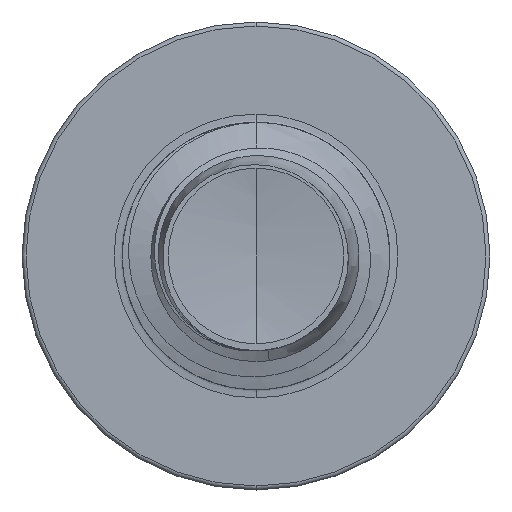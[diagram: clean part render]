
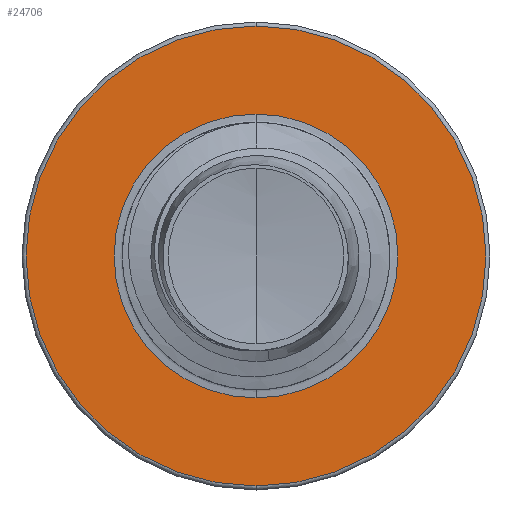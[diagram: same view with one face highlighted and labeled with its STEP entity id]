
A CAD part, front view. The second image highlights one B-rep face of the part: STEP entity #24706.
In plain terms, the highlighted planar face has unit normal (0, -1, 0).
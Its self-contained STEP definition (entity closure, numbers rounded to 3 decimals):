
#340 = DIRECTION ( 'NONE',  ( 0., 1., 0. ) ) ;
#870 = DIRECTION ( 'NONE',  ( 0., 0., 1. ) ) ;
#1697 = DIRECTION ( 'NONE',  ( 0., 1., 0. ) ) ;
#2030 = AXIS2_PLACEMENT_3D ( 'NONE', #20249, #1697, #23343 ) ;
#2070 = CIRCLE ( 'NONE', #30061, 3.186 ) ;
#5879 = CARTESIAN_POINT ( 'NONE',  ( 0., 25., -3.186 ) ) ;
#8557 = VERTEX_POINT ( 'NONE', #22186 ) ;
#9666 = EDGE_LOOP ( 'NONE', ( #31160, #16951 ) ) ;
#10452 = EDGE_CURVE ( 'NONE', #12322, #32281, #25783, .T. ) ;
#10512 = CARTESIAN_POINT ( 'NONE',  ( 0., 25., -5.16 ) ) ;
#12322 = VERTEX_POINT ( 'NONE', #10512 ) ;
#14032 = EDGE_CURVE ( 'NONE', #32281, #12322, #34374, .T. ) ;
#14192 = CARTESIAN_POINT ( 'NONE',  ( 0., 25., 0. ) ) ;
#15093 = CARTESIAN_POINT ( 'NONE',  ( 0., 25., 5.16 ) ) ;
#16951 = ORIENTED_EDGE ( 'NONE', *, *, #10452, .F. ) ;
#17319 = DIRECTION ( 'NONE',  ( 0., 0., 1. ) ) ;
#18365 = CARTESIAN_POINT ( 'NONE',  ( 0., 25., 0. ) ) ;
#18919 = PLANE ( 'NONE',  #21191 ) ;
#19212 = ORIENTED_EDGE ( 'NONE', *, *, #24157, .T. ) ;
#19451 = DIRECTION ( 'NONE',  ( 0., 1., 0. ) ) ;
#20249 = CARTESIAN_POINT ( 'NONE',  ( 0., 25., 0. ) ) ;
#21191 = AXIS2_PLACEMENT_3D ( 'NONE', #38996, #340, #21990 ) ;
#21434 = DIRECTION ( 'NONE',  ( 0., 0., 1. ) ) ;
#21904 = FACE_BOUND ( 'NONE', #22201, .T. ) ;
#21990 = DIRECTION ( 'NONE',  ( 0., 0., 1. ) ) ;
#22186 = CARTESIAN_POINT ( 'NONE',  ( 0., 25., 3.186 ) ) ;
#22201 = EDGE_LOOP ( 'NONE', ( #26061, #19212 ) ) ;
#23343 = DIRECTION ( 'NONE',  ( 0., 0., 1. ) ) ;
#24157 = EDGE_CURVE ( 'NONE', #32354, #8557, #2070, .T. ) ;
#24706 = ADVANCED_FACE ( 'NONE', ( #36567, #21904 ), #18919, .F. ) ;
#25598 = AXIS2_PLACEMENT_3D ( 'NONE', #37079, #19451, #870 ) ;
#25783 = CIRCLE ( 'NONE', #35016, 5.16 ) ;
#26061 = ORIENTED_EDGE ( 'NONE', *, *, #31445, .T. ) ;
#30061 = AXIS2_PLACEMENT_3D ( 'NONE', #14192, #35128, #17319 ) ;
#31160 = ORIENTED_EDGE ( 'NONE', *, *, #14032, .F. ) ;
#31445 = EDGE_CURVE ( 'NONE', #8557, #32354, #32576, .T. ) ;
#32281 = VERTEX_POINT ( 'NONE', #15093 ) ;
#32354 = VERTEX_POINT ( 'NONE', #5879 ) ;
#32576 = CIRCLE ( 'NONE', #2030, 3.186 ) ;
#34374 = CIRCLE ( 'NONE', #25598, 5.16 ) ;
#35016 = AXIS2_PLACEMENT_3D ( 'NONE', #18365, #38968, #21434 ) ;
#35128 = DIRECTION ( 'NONE',  ( 0., 1., 0. ) ) ;
#36567 = FACE_OUTER_BOUND ( 'NONE', #9666, .T. ) ;
#37079 = CARTESIAN_POINT ( 'NONE',  ( 0., 25., 0. ) ) ;
#38968 = DIRECTION ( 'NONE',  ( 0., 1., 0. ) ) ;
#38996 = CARTESIAN_POINT ( 'NONE',  ( 0., 25., -3.186 ) ) ;
